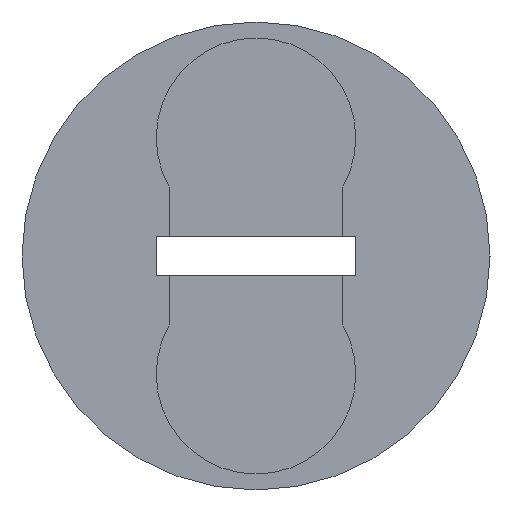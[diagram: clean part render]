
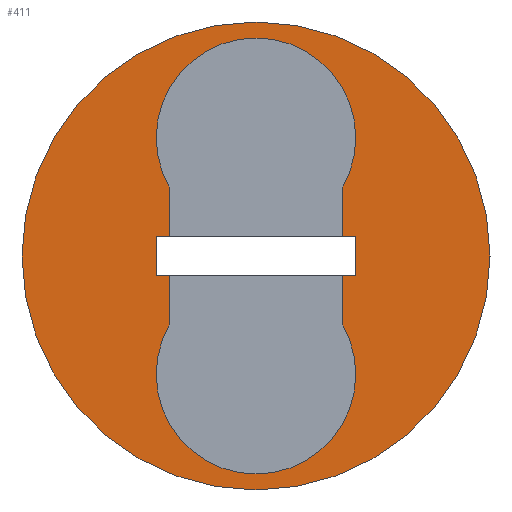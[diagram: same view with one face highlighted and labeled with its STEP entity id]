
A CAD part, front view. The second image highlights one B-rep face of the part: STEP entity #411.
In plain terms, the highlighted planar face has unit normal (0, -1, 0).
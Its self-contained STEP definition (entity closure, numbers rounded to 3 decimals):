
#16=FACE_BOUND('',#57,.T.);
#33=FACE_OUTER_BOUND('',#56,.T.);
#56=EDGE_LOOP('',(#309,#310));
#57=EDGE_LOOP('',(#311,#312,#313,#314,#315,#316,#317,#318,#319,#320,#321,
#322));
#76=CIRCLE('',#448,4.05);
#78=CIRCLE('',#453,9.5);
#79=CIRCLE('',#454,9.5);
#80=CIRCLE('',#455,4.05);
#101=LINE('',#632,#143);
#106=LINE('',#646,#148);
#110=LINE('',#658,#152);
#111=LINE('',#660,#153);
#112=LINE('',#662,#154);
#113=LINE('',#664,#155);
#114=LINE('',#668,#156);
#115=LINE('',#670,#157);
#116=LINE('',#672,#158);
#117=LINE('',#673,#159);
#143=VECTOR('',#507,10.);
#148=VECTOR('',#520,10.);
#152=VECTOR('',#532,10.);
#153=VECTOR('',#533,10.);
#154=VECTOR('',#534,10.);
#155=VECTOR('',#535,10.);
#156=VECTOR('',#538,10.);
#157=VECTOR('',#539,10.);
#158=VECTOR('',#540,10.);
#159=VECTOR('',#541,10.);
#185=VERTEX_POINT('',#630);
#186=VERTEX_POINT('',#631);
#189=VERTEX_POINT('',#639);
#191=VERTEX_POINT('',#645);
#193=VERTEX_POINT('',#653);
#194=VERTEX_POINT('',#654);
#195=VERTEX_POINT('',#657);
#196=VERTEX_POINT('',#659);
#197=VERTEX_POINT('',#661);
#198=VERTEX_POINT('',#663);
#199=VERTEX_POINT('',#665);
#200=VERTEX_POINT('',#667);
#201=VERTEX_POINT('',#669);
#202=VERTEX_POINT('',#671);
#228=EDGE_CURVE('',#185,#186,#101,.T.);
#232=EDGE_CURVE('',#189,#185,#76,.T.);
#235=EDGE_CURVE('',#191,#189,#106,.T.);
#239=EDGE_CURVE('',#193,#194,#78,.T.);
#240=EDGE_CURVE('',#194,#193,#79,.T.);
#241=EDGE_CURVE('',#186,#195,#110,.T.);
#242=EDGE_CURVE('',#195,#196,#111,.T.);
#243=EDGE_CURVE('',#196,#197,#112,.T.);
#244=EDGE_CURVE('',#197,#198,#113,.T.);
#245=EDGE_CURVE('',#198,#199,#80,.T.);
#246=EDGE_CURVE('',#199,#200,#114,.T.);
#247=EDGE_CURVE('',#200,#201,#115,.T.);
#248=EDGE_CURVE('',#201,#202,#116,.T.);
#249=EDGE_CURVE('',#202,#191,#117,.T.);
#309=ORIENTED_EDGE('',*,*,#239,.T.);
#310=ORIENTED_EDGE('',*,*,#240,.T.);
#311=ORIENTED_EDGE('',*,*,#235,.T.);
#312=ORIENTED_EDGE('',*,*,#232,.T.);
#313=ORIENTED_EDGE('',*,*,#228,.T.);
#314=ORIENTED_EDGE('',*,*,#241,.T.);
#315=ORIENTED_EDGE('',*,*,#242,.T.);
#316=ORIENTED_EDGE('',*,*,#243,.T.);
#317=ORIENTED_EDGE('',*,*,#244,.T.);
#318=ORIENTED_EDGE('',*,*,#245,.T.);
#319=ORIENTED_EDGE('',*,*,#246,.T.);
#320=ORIENTED_EDGE('',*,*,#247,.T.);
#321=ORIENTED_EDGE('',*,*,#248,.T.);
#322=ORIENTED_EDGE('',*,*,#249,.T.);
#393=PLANE('',#452);
#411=ADVANCED_FACE('',(#33,#16),#393,.T.);
#448=AXIS2_PLACEMENT_3D('',#640,#513,#514);
#452=AXIS2_PLACEMENT_3D('',#652,#526,#527);
#453=AXIS2_PLACEMENT_3D('',#655,#528,#529);
#454=AXIS2_PLACEMENT_3D('',#656,#530,#531);
#455=AXIS2_PLACEMENT_3D('',#666,#536,#537);
#507=DIRECTION('',(0.,0.,1.));
#513=DIRECTION('center_axis',(0.,1.,0.));
#514=DIRECTION('ref_axis',(0.87,0.,0.494));
#520=DIRECTION('',(0.,0.,-1.));
#526=DIRECTION('center_axis',(0.,-1.,0.));
#527=DIRECTION('ref_axis',(0.,0.,-1.));
#528=DIRECTION('center_axis',(0.,-1.,0.));
#529=DIRECTION('ref_axis',(1.,0.,0.));
#530=DIRECTION('center_axis',(0.,-1.,0.));
#531=DIRECTION('ref_axis',(1.,0.,0.));
#532=DIRECTION('',(-1.,0.,0.));
#533=DIRECTION('',(0.,0.,1.));
#534=DIRECTION('',(1.,0.,0.));
#535=DIRECTION('',(0.,0.,1.));
#536=DIRECTION('center_axis',(0.,1.,0.));
#537=DIRECTION('ref_axis',(-0.87,0.,-0.494));
#538=DIRECTION('',(0.,0.,-1.));
#539=DIRECTION('',(1.,0.,0.));
#540=DIRECTION('',(0.,0.,-1.));
#541=DIRECTION('',(-1.,0.,0.));
#630=CARTESIAN_POINT('',(-3.522,0.,-2.8));
#631=CARTESIAN_POINT('',(-3.522,0.,-0.8));
#632=CARTESIAN_POINT('',(-3.522,0.,-1.4));
#639=CARTESIAN_POINT('',(3.522,0.,-2.8));
#640=CARTESIAN_POINT('Origin',(0.,0.,-4.8));
#645=CARTESIAN_POINT('',(3.522,0.,-0.8));
#646=CARTESIAN_POINT('',(3.522,0.,-0.4));
#652=CARTESIAN_POINT('Origin',(0.,0.,0.));
#653=CARTESIAN_POINT('',(0.,0.,-9.5));
#654=CARTESIAN_POINT('',(0.,0.,9.5));
#655=CARTESIAN_POINT('Origin',(0.,0.,0.));
#656=CARTESIAN_POINT('Origin',(0.,0.,0.));
#657=CARTESIAN_POINT('',(-4.05,0.,-0.8));
#658=CARTESIAN_POINT('',(2.025,0.,-0.8));
#659=CARTESIAN_POINT('',(-4.05,0.,0.8));
#660=CARTESIAN_POINT('',(-4.05,0.,-0.4));
#661=CARTESIAN_POINT('',(-3.522,0.,0.8));
#662=CARTESIAN_POINT('',(-2.025,0.,0.8));
#663=CARTESIAN_POINT('',(-3.522,0.,2.8));
#664=CARTESIAN_POINT('',(-3.522,0.,0.4));
#665=CARTESIAN_POINT('',(3.522,0.,2.8));
#666=CARTESIAN_POINT('Origin',(0.,0.,4.8));
#667=CARTESIAN_POINT('',(3.522,0.,0.8));
#668=CARTESIAN_POINT('',(3.522,0.,1.4));
#669=CARTESIAN_POINT('',(4.05,0.,0.8));
#670=CARTESIAN_POINT('',(-2.025,0.,0.8));
#671=CARTESIAN_POINT('',(4.05,0.,-0.8));
#672=CARTESIAN_POINT('',(4.05,0.,0.4));
#673=CARTESIAN_POINT('',(2.025,0.,-0.8));
